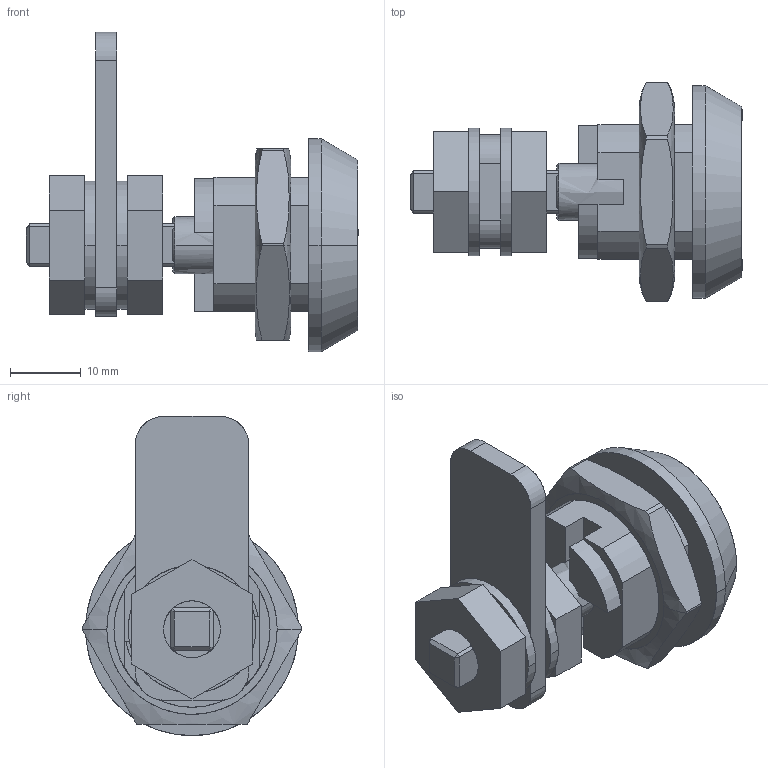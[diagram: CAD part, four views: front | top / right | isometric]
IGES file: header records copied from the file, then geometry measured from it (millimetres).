
Start section: SolidWorks IGES file using analytic representation for surfaces
Global section: file name: KC-137-1R IGS.IGS,15; native system: HSolidWorks 2023; preprocessor: SolidWorks 2023; author: KJR06; date: 240401.101712; units: millimetre
Bounding box: 46.8 x 31 x 45 mm (x, y, z)
Surface area: 10668.9 mm2 (no closed solid volume)
Topology: 0 solids, 0 shells, 205 faces, 2232 edges, 2227 vertices
Faces by surface type: bspline 128, revolution 77
